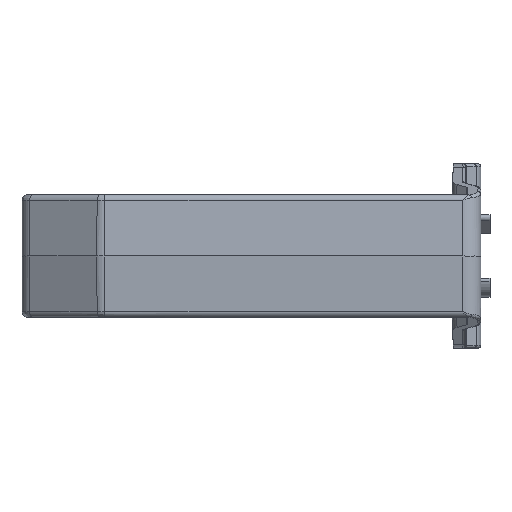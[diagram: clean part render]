
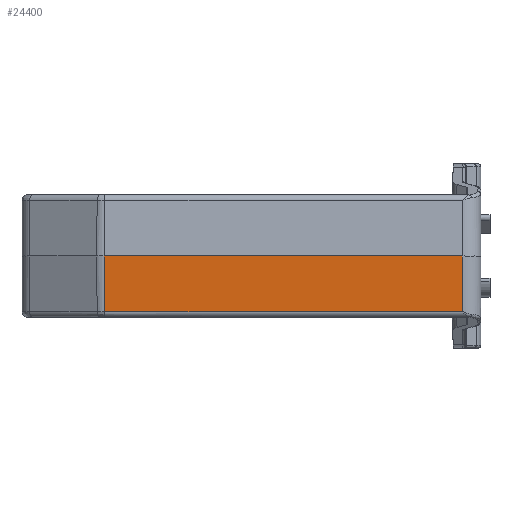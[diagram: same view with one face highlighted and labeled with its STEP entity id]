
A CAD part, left-side view. The second image highlights one B-rep face of the part: STEP entity #24400.
In plain terms, the highlighted planar face has unit normal (-0.999, 0, -0.052).
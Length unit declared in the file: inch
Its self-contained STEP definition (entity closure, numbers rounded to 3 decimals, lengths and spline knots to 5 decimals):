
#530 = EDGE_CURVE ( 'NONE', #14622, #32761, #13478, .T. ) ;
#1135 = EDGE_CURVE ( 'NONE', #14622, #18742, #7198, .T. ) ;
#1355 = CARTESIAN_POINT ( 'NONE',  ( -1.95384, 0.11811, 2.12405 ) ) ;
#1512 = EDGE_CURVE ( 'NONE', #18742, #5526, #13326, .T. ) ;
#1780 = VECTOR ( 'NONE', #33632, 39.37008 ) ;
#2028 = CARTESIAN_POINT ( 'NONE',  ( -1.82384, 0.11811, -0.35639 ) ) ;
#2409 = VECTOR ( 'NONE', #9826, 39.37008 ) ;
#3839 = ORIENTED_EDGE ( 'NONE', *, *, #1512, .F. ) ;
#5526 = VERTEX_POINT ( 'NONE', #11872 ) ;
#5767 = EDGE_LOOP ( 'NONE', ( #3839, #17842, #8968, #16487 ) ) ;
#7198 = LINE ( 'NONE', #1355, #2409 ) ;
#8968 = ORIENTED_EDGE ( 'NONE', *, *, #530, .T. ) ;
#9679 = AXIS2_PLACEMENT_3D ( 'NONE', #10130, #21614, #21429 ) ;
#9826 = DIRECTION ( 'NONE',  ( 0.052, 0., -0.999 ) ) ;
#10130 = CARTESIAN_POINT ( 'NONE',  ( -1.84252, 2.44094, 0. ) ) ;
#10710 = EDGE_CURVE ( 'NONE', #32761, #5526, #22200, .T. ) ;
#11872 = CARTESIAN_POINT ( 'NONE',  ( -1.82384, 2.4096, -0.35639 ) ) ;
#12570 = FACE_OUTER_BOUND ( 'NONE', #5767, .T. ) ;
#13326 = LINE ( 'NONE', #33448, #1780 ) ;
#13478 = LINE ( 'NONE', #25531, #34318 ) ;
#14622 = VERTEX_POINT ( 'NONE', #30208 ) ;
#15480 = CARTESIAN_POINT ( 'NONE',  ( -1.84252, 2.41461, 0. ) ) ;
#16487 = ORIENTED_EDGE ( 'NONE', *, *, #10710, .T. ) ;
#17842 = ORIENTED_EDGE ( 'NONE', *, *, #1135, .F. ) ;
#17971 = CARTESIAN_POINT ( 'NONE',  ( -1.82384, 2.4096, -0.35639 ) ) ;
#18742 = VERTEX_POINT ( 'NONE', #2028 ) ;
#21429 = DIRECTION ( 'NONE',  ( -0.052, 0., 0.999 ) ) ;
#21614 = DIRECTION ( 'NONE',  ( -0.999, 0., -0.052 ) ) ;
#22200 = B_SPLINE_CURVE_WITH_KNOTS ( 'NONE', 3,
 ( #29612, #32063, #31700, #17971 ),
 .UNSPECIFIED., .F., .F.,
 ( 4, 4 ),
 ( 0., 1. ),
 .UNSPECIFIED. ) ;
#22719 = DIRECTION ( 'NONE',  ( 0., 1., 0. ) ) ;
#24400 = ADVANCED_FACE ( 'NONE', ( #12570 ), #26696, .T. ) ;
#25531 = CARTESIAN_POINT ( 'NONE',  ( -1.84252, 2.44094, 0. ) ) ;
#26696 = PLANE ( 'NONE',  #9679 ) ;
#29612 = CARTESIAN_POINT ( 'NONE',  ( -1.84252, 2.41461, 0. ) ) ;
#30208 = CARTESIAN_POINT ( 'NONE',  ( -1.84252, 0.11811, 0. ) ) ;
#31700 = CARTESIAN_POINT ( 'NONE',  ( -1.83007, 2.41127, -0.23759 ) ) ;
#32063 = CARTESIAN_POINT ( 'NONE',  ( -1.83629, 2.41294, -0.1188 ) ) ;
#32761 = VERTEX_POINT ( 'NONE', #15480 ) ;
#33448 = CARTESIAN_POINT ( 'NONE',  ( -1.82384, -3.84726, -0.35639 ) ) ;
#33632 = DIRECTION ( 'NONE',  ( 0., 1., 0. ) ) ;
#34318 = VECTOR ( 'NONE', #22719, 39.37008 ) ;
